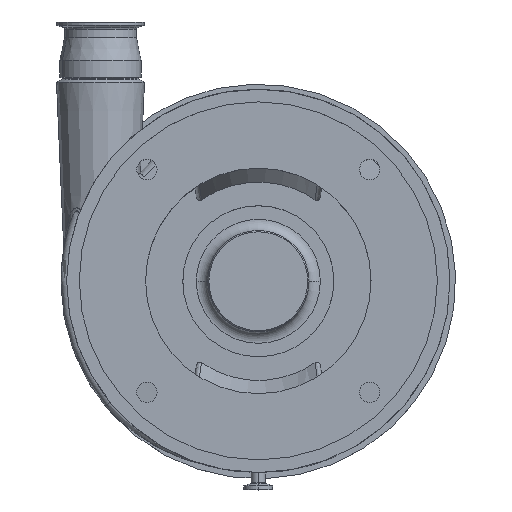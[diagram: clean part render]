
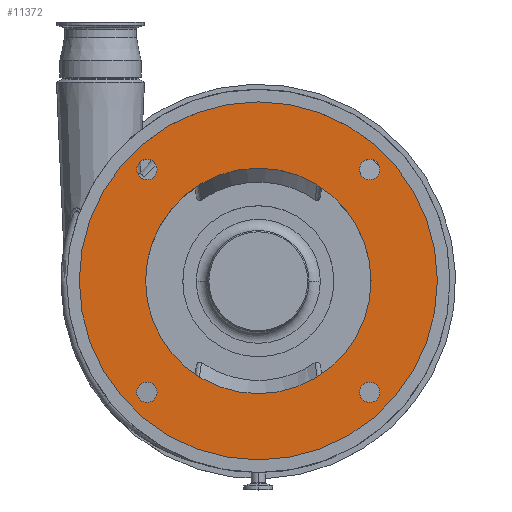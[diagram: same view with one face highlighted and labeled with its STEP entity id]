
A CAD part, top view. The second image highlights one B-rep face of the part: STEP entity #11372.
In plain terms, the highlighted planar face has unit normal (0, 0, 1).
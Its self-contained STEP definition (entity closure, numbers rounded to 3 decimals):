
#25 = CARTESIAN_POINT ( 'NONE',  ( -107.783, 98.783, 254.5 ) ) ;
#325 = CARTESIAN_POINT ( 'NONE',  ( -98.783, -98.783, 254.5 ) ) ;
#391 = CARTESIAN_POINT ( 'NONE',  ( -98.783, 98.783, 254.5 ) ) ;
#777 = EDGE_CURVE ( 'NONE', #5740, #14778, #8613, .T. ) ;
#780 = DIRECTION ( 'NONE',  ( 1., 0., 0. ) ) ;
#827 = DIRECTION ( 'NONE',  ( 1., 0., 0. ) ) ;
#845 = CIRCLE ( 'NONE', #9720, 9. ) ;
#882 = CARTESIAN_POINT ( 'NONE',  ( -89.783, 98.783, 254.5 ) ) ;
#1035 = DIRECTION ( 'NONE',  ( 0., 0., -1. ) ) ;
#1134 = CARTESIAN_POINT ( 'NONE',  ( 0., 0., 254.5 ) ) ;
#1394 = CIRCLE ( 'NONE', #9491, 9. ) ;
#1431 = ORIENTED_EDGE ( 'NONE', *, *, #9796, .T. ) ;
#1813 = VERTEX_POINT ( 'NONE', #2639 ) ;
#1959 = CARTESIAN_POINT ( 'NONE',  ( 107.783, -98.783, 254.5 ) ) ;
#2074 = DIRECTION ( 'NONE',  ( 1., 0., 0. ) ) ;
#2090 = CARTESIAN_POINT ( 'NONE',  ( -100., 0., 254.5 ) ) ;
#2170 = CARTESIAN_POINT ( 'NONE',  ( 0., 0., 254.5 ) ) ;
#2186 = CARTESIAN_POINT ( 'NONE',  ( 98.783, -98.783, 254.5 ) ) ;
#2230 = EDGE_CURVE ( 'NONE', #1813, #10855, #4642, .T. ) ;
#2236 = CARTESIAN_POINT ( 'NONE',  ( -98.783, 98.783, 254.5 ) ) ;
#2467 = DIRECTION ( 'NONE',  ( 1., 0., 0. ) ) ;
#2627 = AXIS2_PLACEMENT_3D ( 'NONE', #2236, #1035, #15447 ) ;
#2638 = CARTESIAN_POINT ( 'NONE',  ( 0., 0., 254.5 ) ) ;
#2639 = CARTESIAN_POINT ( 'NONE',  ( 89.783, -98.783, 254.5 ) ) ;
#2669 = ORIENTED_EDGE ( 'NONE', *, *, #11086, .T. ) ;
#2848 = AXIS2_PLACEMENT_3D ( 'NONE', #6812, #5452, #11589 ) ;
#2857 = ORIENTED_EDGE ( 'NONE', *, *, #14880, .T. ) ;
#2922 = VERTEX_POINT ( 'NONE', #7173 ) ;
#2946 = DIRECTION ( 'NONE',  ( 0., 0., 1. ) ) ;
#3278 = AXIS2_PLACEMENT_3D ( 'NONE', #1134, #4872, #9688 ) ;
#3287 = ORIENTED_EDGE ( 'NONE', *, *, #4523, .T. ) ;
#3374 = ORIENTED_EDGE ( 'NONE', *, *, #2230, .T. ) ;
#3392 = CIRCLE ( 'NONE', #8711, 9. ) ;
#3485 = DIRECTION ( 'NONE',  ( 0., 0., -1. ) ) ;
#3908 = FACE_BOUND ( 'NONE', #5399, .T. ) ;
#3944 = CARTESIAN_POINT ( 'NONE',  ( 98.783, 98.783, 254.5 ) ) ;
#4042 = ORIENTED_EDGE ( 'NONE', *, *, #13899, .T. ) ;
#4127 = CARTESIAN_POINT ( 'NONE',  ( 0., 0., 254.5 ) ) ;
#4253 = DIRECTION ( 'NONE',  ( 1., 0., 0. ) ) ;
#4273 = FACE_BOUND ( 'NONE', #6308, .T. ) ;
#4523 = EDGE_CURVE ( 'NONE', #2922, #8177, #845, .T. ) ;
#4642 = CIRCLE ( 'NONE', #14963, 9. ) ;
#4872 = DIRECTION ( 'NONE',  ( 0., 0., -1. ) ) ;
#5069 = EDGE_CURVE ( 'NONE', #6172, #10794, #1394, .T. ) ;
#5158 = EDGE_LOOP ( 'NONE', ( #8072, #2669 ) ) ;
#5399 = EDGE_LOOP ( 'NONE', ( #2857, #3374 ) ) ;
#5452 = DIRECTION ( 'NONE',  ( 0., 0., 1. ) ) ;
#5740 = VERTEX_POINT ( 'NONE', #8160 ) ;
#6067 = DIRECTION ( 'NONE',  ( 1., 0., 0. ) ) ;
#6070 = CIRCLE ( 'NONE', #6554, 9. ) ;
#6124 = CARTESIAN_POINT ( 'NONE',  ( 98.783, -98.783, 254.5 ) ) ;
#6172 = VERTEX_POINT ( 'NONE', #12767 ) ;
#6308 = EDGE_LOOP ( 'NONE', ( #4042, #8060 ) ) ;
#6445 = EDGE_LOOP ( 'NONE', ( #3287, #1431 ) ) ;
#6554 = AXIS2_PLACEMENT_3D ( 'NONE', #2186, #3485, #15563 ) ;
#6812 = CARTESIAN_POINT ( 'NONE',  ( 0., 0., 254.5 ) ) ;
#6817 = AXIS2_PLACEMENT_3D ( 'NONE', #2170, #12743, #2074 ) ;
#6899 = DIRECTION ( 'NONE',  ( 0., 0., -1. ) ) ;
#7003 = AXIS2_PLACEMENT_3D ( 'NONE', #2638, #11062, #6067 ) ;
#7076 = EDGE_CURVE ( 'NONE', #12424, #10887, #9082, .T. ) ;
#7173 = CARTESIAN_POINT ( 'NONE',  ( 107.783, 98.783, 254.5 ) ) ;
#7187 = AXIS2_PLACEMENT_3D ( 'NONE', #325, #11587, #827 ) ;
#7199 = AXIS2_PLACEMENT_3D ( 'NONE', #4127, #2946, #780 ) ;
#7340 = CARTESIAN_POINT ( 'NONE',  ( 158.8, 0., 254.5 ) ) ;
#7432 = CIRCLE ( 'NONE', #8168, 9. ) ;
#7494 = ORIENTED_EDGE ( 'NONE', *, *, #10209, .T. ) ;
#7787 = DIRECTION ( 'NONE',  ( 0., 0., -1. ) ) ;
#8060 = ORIENTED_EDGE ( 'NONE', *, *, #777, .T. ) ;
#8072 = ORIENTED_EDGE ( 'NONE', *, *, #7076, .T. ) ;
#8160 = CARTESIAN_POINT ( 'NONE',  ( 100., 0., 254.5 ) ) ;
#8168 = AXIS2_PLACEMENT_3D ( 'NONE', #10133, #13605, #12345 ) ;
#8177 = VERTEX_POINT ( 'NONE', #8476 ) ;
#8181 = CIRCLE ( 'NONE', #2848, 158.8 ) ;
#8476 = CARTESIAN_POINT ( 'NONE',  ( 89.783, 98.783, 254.5 ) ) ;
#8613 = CIRCLE ( 'NONE', #3278, 100. ) ;
#8711 = AXIS2_PLACEMENT_3D ( 'NONE', #391, #7787, #8818 ) ;
#8752 = FACE_OUTER_BOUND ( 'NONE', #5158, .T. ) ;
#8818 = DIRECTION ( 'NONE',  ( 1., 0., 0. ) ) ;
#8894 = CARTESIAN_POINT ( 'NONE',  ( -89.783, -98.783, 254.5 ) ) ;
#9082 = CIRCLE ( 'NONE', #6817, 158.8 ) ;
#9186 = EDGE_LOOP ( 'NONE', ( #7494, #9381 ) ) ;
#9265 = CARTESIAN_POINT ( 'NONE',  ( -158.8, 0., 254.5 ) ) ;
#9381 = ORIENTED_EDGE ( 'NONE', *, *, #5069, .T. ) ;
#9491 = AXIS2_PLACEMENT_3D ( 'NONE', #12854, #6899, #4253 ) ;
#9688 = DIRECTION ( 'NONE',  ( 1., 0., 0. ) ) ;
#9720 = AXIS2_PLACEMENT_3D ( 'NONE', #3944, #14686, #13479 ) ;
#9796 = EDGE_CURVE ( 'NONE', #8177, #2922, #7432, .T. ) ;
#10133 = CARTESIAN_POINT ( 'NONE',  ( 98.783, 98.783, 254.5 ) ) ;
#10137 = EDGE_LOOP ( 'NONE', ( #13818, #11404 ) ) ;
#10189 = FACE_BOUND ( 'NONE', #6445, .T. ) ;
#10206 = CIRCLE ( 'NONE', #7003, 100. ) ;
#10209 = EDGE_CURVE ( 'NONE', #10794, #6172, #13928, .T. ) ;
#10512 = PLANE ( 'NONE',  #7199 ) ;
#10794 = VERTEX_POINT ( 'NONE', #8894 ) ;
#10802 = EDGE_CURVE ( 'NONE', #15018, #15221, #3392, .T. ) ;
#10855 = VERTEX_POINT ( 'NONE', #1959 ) ;
#10887 = VERTEX_POINT ( 'NONE', #9265 ) ;
#11062 = DIRECTION ( 'NONE',  ( 0., 0., -1. ) ) ;
#11086 = EDGE_CURVE ( 'NONE', #10887, #12424, #8181, .T. ) ;
#11372 = ADVANCED_FACE ( 'NONE', ( #14728, #3908, #8752, #4273, #11540, #10189 ), #10512, .T. ) ;
#11404 = ORIENTED_EDGE ( 'NONE', *, *, #10802, .T. ) ;
#11540 = FACE_BOUND ( 'NONE', #9186, .T. ) ;
#11587 = DIRECTION ( 'NONE',  ( 0., 0., -1. ) ) ;
#11589 = DIRECTION ( 'NONE',  ( 1., 0., 0. ) ) ;
#11848 = EDGE_CURVE ( 'NONE', #15221, #15018, #14975, .T. ) ;
#12345 = DIRECTION ( 'NONE',  ( 1., 0., 0. ) ) ;
#12424 = VERTEX_POINT ( 'NONE', #7340 ) ;
#12743 = DIRECTION ( 'NONE',  ( 0., 0., 1. ) ) ;
#12767 = CARTESIAN_POINT ( 'NONE',  ( -107.783, -98.783, 254.5 ) ) ;
#12854 = CARTESIAN_POINT ( 'NONE',  ( -98.783, -98.783, 254.5 ) ) ;
#13353 = DIRECTION ( 'NONE',  ( 0., 0., -1. ) ) ;
#13479 = DIRECTION ( 'NONE',  ( 1., 0., 0. ) ) ;
#13605 = DIRECTION ( 'NONE',  ( 0., 0., -1. ) ) ;
#13818 = ORIENTED_EDGE ( 'NONE', *, *, #11848, .T. ) ;
#13899 = EDGE_CURVE ( 'NONE', #14778, #5740, #10206, .T. ) ;
#13928 = CIRCLE ( 'NONE', #7187, 9. ) ;
#14686 = DIRECTION ( 'NONE',  ( 0., 0., -1. ) ) ;
#14728 = FACE_BOUND ( 'NONE', #10137, .T. ) ;
#14778 = VERTEX_POINT ( 'NONE', #2090 ) ;
#14880 = EDGE_CURVE ( 'NONE', #10855, #1813, #6070, .T. ) ;
#14963 = AXIS2_PLACEMENT_3D ( 'NONE', #6124, #13353, #2467 ) ;
#14975 = CIRCLE ( 'NONE', #2627, 9. ) ;
#15018 = VERTEX_POINT ( 'NONE', #25 ) ;
#15221 = VERTEX_POINT ( 'NONE', #882 ) ;
#15447 = DIRECTION ( 'NONE',  ( 1., 0., 0. ) ) ;
#15563 = DIRECTION ( 'NONE',  ( 1., 0., 0. ) ) ;
